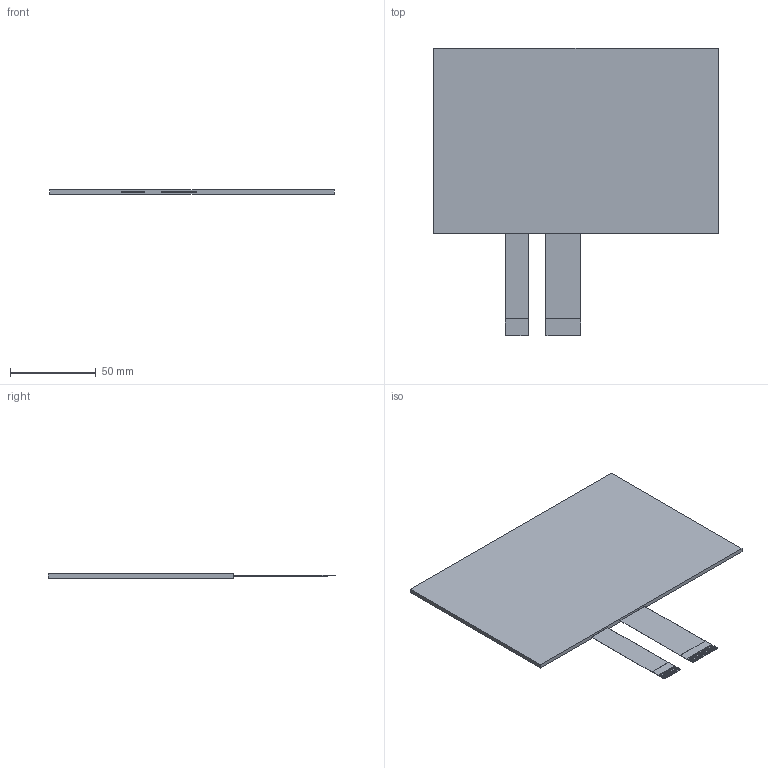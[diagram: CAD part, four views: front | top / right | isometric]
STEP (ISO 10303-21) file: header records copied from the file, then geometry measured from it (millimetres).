
FILE_DESCRIPTION(/* description */ (''),/* implementation_level */ '2;1');
FILE_NAME(/* name */ 'DUS-N070WA060A.stp',/* time_stamp */ '2023-02-14T16:12:51+09:00',/* author */ ('n-hirata'),/* organization */ (''),/* preprocessor_version */ 'ST-DEVELOPER v18',/* originating_system */ 'Autodesk Inventor 2020',/* authorisation */ '');
FILE_SCHEMA (('AUTOMOTIVE_DESIGN { 1 0 10303 214 3 1 1 }'));
Length unit declared in the file: millimetre
Products named in the file (1): DUS-N070WA060A
Bounding box: 166 x 168 x 2.35 mm (x, y, z)
Volume: 42419.1 mm3; surface area: 41284.4 mm2
Topology: 1 solids, 1 shells, 292 faces, 884 edges, 616 vertices
Faces by surface type: plane 288, cylinder 4
Entity records: 9695 total; most frequent: CARTESIAN_POINT 1773, ORIENTED_EDGE 1728, DIRECTION 1458, EDGE_CURVE 864, LINE 856, VECTOR 856, VERTEX_POINT 576, AXIS2_PLACEMENT_3D 301
